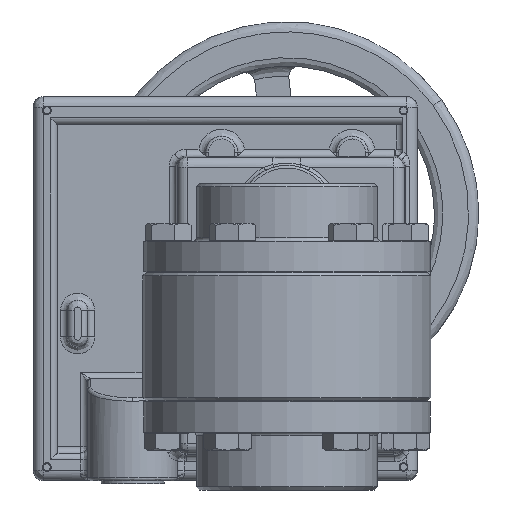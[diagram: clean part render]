
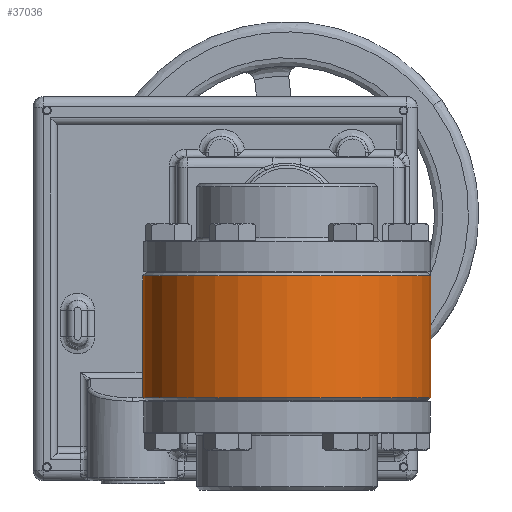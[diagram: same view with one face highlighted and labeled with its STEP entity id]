
A CAD part, front view. The second image highlights one B-rep face of the part: STEP entity #37036.
In plain terms, the highlighted cylindrical face has radius 66.675 mm (diameter 133.35 mm), a partial arc.
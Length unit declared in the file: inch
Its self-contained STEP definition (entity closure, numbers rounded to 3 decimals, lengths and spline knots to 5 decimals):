
#1177 = CARTESIAN_POINT ( 'NONE',  ( 0., 0., -1.1075 ) ) ;
#2415 = DIRECTION ( 'NONE',  ( -1., 0., 0. ) ) ;
#2541 = VECTOR ( 'NONE', #27941, 39.37008 ) ;
#3239 = DIRECTION ( 'NONE',  ( 0., 0., -1. ) ) ;
#3889 = DIRECTION ( 'NONE',  ( 0., 0., -1. ) ) ;
#4506 = DIRECTION ( 'NONE',  ( -1., 0., 0. ) ) ;
#4674 = CARTESIAN_POINT ( 'NONE',  ( 2.625, 0., 1.1825 ) ) ;
#6568 = CARTESIAN_POINT ( 'NONE',  ( -2.625, 0., 1.1075 ) ) ;
#7132 = EDGE_CURVE ( 'NONE', #21276, #21330, #23733, .T. ) ;
#7734 = LINE ( 'NONE', #26092, #15551 ) ;
#8955 = CARTESIAN_POINT ( 'NONE',  ( 0., 0., 1.1825 ) ) ;
#10304 = CYLINDRICAL_SURFACE ( 'NONE', #30083, 2.625 ) ;
#11326 = FACE_OUTER_BOUND ( 'NONE', #13214, .T. ) ;
#11365 = LINE ( 'NONE', #4674, #2541 ) ;
#12162 = DIRECTION ( 'NONE',  ( 0., 0., -1. ) ) ;
#12448 = VERTEX_POINT ( 'NONE', #16882 ) ;
#13214 = EDGE_LOOP ( 'NONE', ( #20742, #22533, #28699, #38193 ) ) ;
#15551 = VECTOR ( 'NONE', #3239, 39.37008 ) ;
#15807 = VERTEX_POINT ( 'NONE', #6568 ) ;
#16882 = CARTESIAN_POINT ( 'NONE',  ( 2.625, 0., 1.1075 ) ) ;
#16926 = CARTESIAN_POINT ( 'NONE',  ( -2.625, 0., -1.1075 ) ) ;
#19703 = CIRCLE ( 'NONE', #37015, 2.625 ) ;
#20742 = ORIENTED_EDGE ( 'NONE', *, *, #24477, .F. ) ;
#21276 = VERTEX_POINT ( 'NONE', #16926 ) ;
#21330 = VERTEX_POINT ( 'NONE', #33598 ) ;
#22533 = ORIENTED_EDGE ( 'NONE', *, *, #25259, .T. ) ;
#23733 = CIRCLE ( 'NONE', #27653, 2.625 ) ;
#23824 = CARTESIAN_POINT ( 'NONE',  ( 0., 0., 1.1075 ) ) ;
#24250 = EDGE_CURVE ( 'NONE', #15807, #21276, #7734, .T. ) ;
#24441 = DIRECTION ( 'NONE',  ( 0., 0., 1. ) ) ;
#24477 = EDGE_CURVE ( 'NONE', #12448, #21330, #11365, .T. ) ;
#25259 = EDGE_CURVE ( 'NONE', #12448, #15807, #19703, .T. ) ;
#26092 = CARTESIAN_POINT ( 'NONE',  ( -2.625, 0., 1.1825 ) ) ;
#27148 = DIRECTION ( 'NONE',  ( 1., 0., 0. ) ) ;
#27653 = AXIS2_PLACEMENT_3D ( 'NONE', #1177, #24441, #4506 ) ;
#27941 = DIRECTION ( 'NONE',  ( 0., 0., -1. ) ) ;
#28699 = ORIENTED_EDGE ( 'NONE', *, *, #24250, .T. ) ;
#30083 = AXIS2_PLACEMENT_3D ( 'NONE', #8955, #12162, #2415 ) ;
#33598 = CARTESIAN_POINT ( 'NONE',  ( 2.625, 0., -1.1075 ) ) ;
#37015 = AXIS2_PLACEMENT_3D ( 'NONE', #23824, #3889, #27148 ) ;
#37036 = ADVANCED_FACE ( 'NONE', ( #11326 ), #10304, .T. ) ;
#38193 = ORIENTED_EDGE ( 'NONE', *, *, #7132, .T. ) ;
